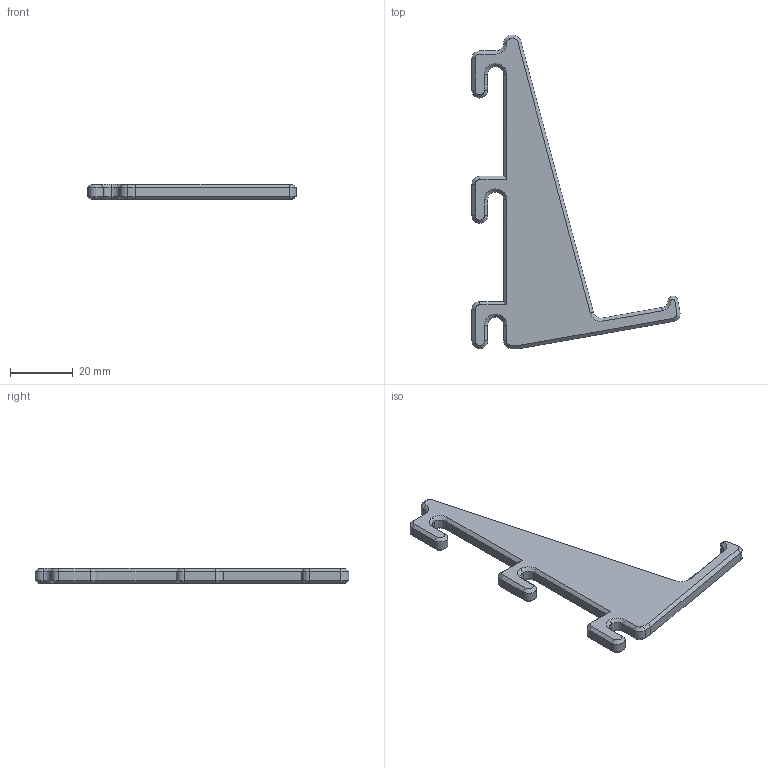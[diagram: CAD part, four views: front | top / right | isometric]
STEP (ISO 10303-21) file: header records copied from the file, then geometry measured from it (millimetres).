
FILE_DESCRIPTION(/* description */ (''),/* implementation_level */ '2;1');
FILE_NAME(/* name */ 'SKADIS Ikea Display Mount Holder v2.step',/* time_stamp */ '2025-06-28T22:50:56-07:00',/* author */ (''),/* organization */ (''),/* preprocessor_version */ 'ST-DEVELOPER v20.1',/* originating_system */ 'Autodesk Translation Framework v14.10.0.0',/* authorisation */ '');
FILE_SCHEMA (('AUTOMOTIVE_DESIGN { 1 0 10303 214 3 1 1 }'));
Length unit declared in the file: millimetre
Products named in the file (1): SKADIS Ikea Display Mount Holder
Bounding box: 66.45 x 100 x 4.95 mm (x, y, z)
Volume: 10589.5 mm3; surface area: 5910.6 mm2
Topology: 1 solids, 1 shells, 131 faces, 301 edges, 172 vertices
Faces by surface type: plane 68, cone 42, cylinder 21
Entity records: 3624 total; most frequent: DIRECTION 649, CARTESIAN_POINT 605, ORIENTED_EDGE 602, EDGE_CURVE 301, LINE 217, VECTOR 217, AXIS2_PLACEMENT_3D 216, VERTEX_POINT 172
